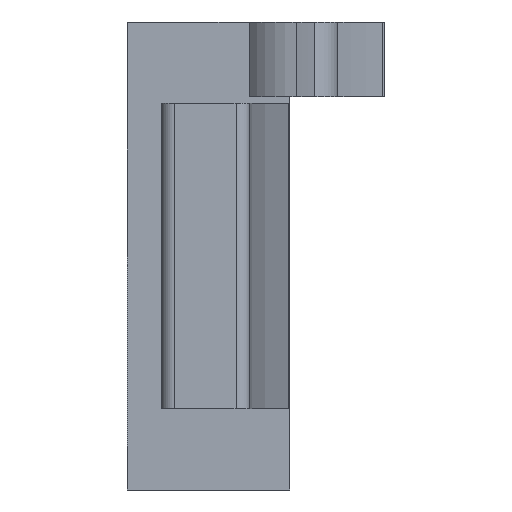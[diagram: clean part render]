
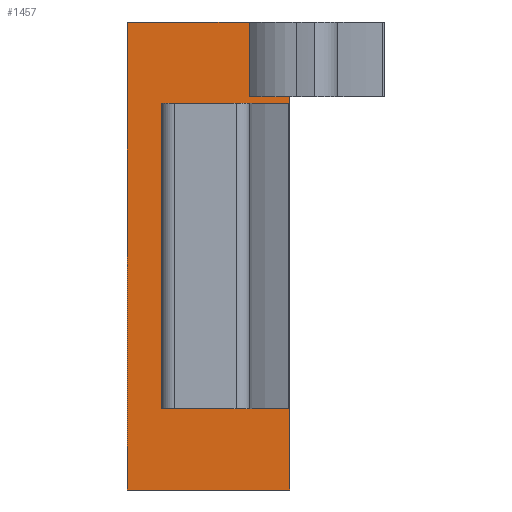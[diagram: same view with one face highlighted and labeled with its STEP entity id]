
A CAD part, left-side view. The second image highlights one B-rep face of the part: STEP entity #1457.
In plain terms, the highlighted planar face has unit normal (-1, 0, 0).
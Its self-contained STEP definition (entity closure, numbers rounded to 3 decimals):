
#53 = DIRECTION ( 'NONE',  ( 0., 0., 1. ) ) ;
#125 = ORIENTED_EDGE ( 'NONE', *, *, #2593, .T. ) ;
#141 = VERTEX_POINT ( 'NONE', #239 ) ;
#168 = VERTEX_POINT ( 'NONE', #378 ) ;
#170 = CARTESIAN_POINT ( 'NONE',  ( -22.5, 0., 0. ) ) ;
#228 = ORIENTED_EDGE ( 'NONE', *, *, #2368, .T. ) ;
#239 = CARTESIAN_POINT ( 'NONE',  ( -22.5, 3., 6. ) ) ;
#317 = LINE ( 'NONE', #1595, #2056 ) ;
#378 = CARTESIAN_POINT ( 'NONE',  ( -22.5, 3., 28.55 ) ) ;
#426 = ORIENTED_EDGE ( 'NONE', *, *, #1309, .T. ) ;
#433 = EDGE_CURVE ( 'NONE', #2820, #561, #926, .T. ) ;
#456 = CARTESIAN_POINT ( 'NONE',  ( -22.5, 3., 34.55 ) ) ;
#506 = CARTESIAN_POINT ( 'NONE',  ( -22.5, 12., 34.55 ) ) ;
#516 = DIRECTION ( 'NONE',  ( 0., -1., 0. ) ) ;
#541 = DIRECTION ( 'NONE',  ( 0., 0., -1. ) ) ;
#561 = VERTEX_POINT ( 'NONE', #2247 ) ;
#614 = DIRECTION ( 'NONE',  ( 0., -1., 0. ) ) ;
#767 = LINE ( 'NONE', #3776, #2790 ) ;
#926 = LINE ( 'NONE', #1218, #2737 ) ;
#988 = VERTEX_POINT ( 'NONE', #1249 ) ;
#1097 = ORIENTED_EDGE ( 'NONE', *, *, #2680, .T. ) ;
#1116 = FACE_BOUND ( 'NONE', #1576, .T. ) ;
#1136 = VERTEX_POINT ( 'NONE', #3898 ) ;
#1166 = VERTEX_POINT ( 'NONE', #456 ) ;
#1218 = CARTESIAN_POINT ( 'NONE',  ( -22.5, 9.5, 28.55 ) ) ;
#1249 = CARTESIAN_POINT ( 'NONE',  ( -22.5, 12., 0. ) ) ;
#1287 = CARTESIAN_POINT ( 'NONE',  ( -22.5, 3., 28.55 ) ) ;
#1291 = ORIENTED_EDGE ( 'NONE', *, *, #3846, .T. ) ;
#1309 = EDGE_CURVE ( 'NONE', #168, #141, #3537, .T. ) ;
#1322 = VECTOR ( 'NONE', #541, 1000. ) ;
#1457 = ADVANCED_FACE ( 'NONE', ( #1116, #3352 ), #2010, .F. ) ;
#1461 = CARTESIAN_POINT ( 'NONE',  ( -22.5, 12., 34.55 ) ) ;
#1469 = VECTOR ( 'NONE', #614, 1000. ) ;
#1471 = VECTOR ( 'NONE', #2859, 1000. ) ;
#1489 = EDGE_CURVE ( 'NONE', #2975, #2154, #3741, .T. ) ;
#1552 = LINE ( 'NONE', #2733, #1322 ) ;
#1562 = LINE ( 'NONE', #3482, #1469 ) ;
#1576 = EDGE_LOOP ( 'NONE', ( #3473, #125, #426, #3540 ) ) ;
#1595 = CARTESIAN_POINT ( 'NONE',  ( -22.5, 3., 29.05 ) ) ;
#1691 = CARTESIAN_POINT ( 'NONE',  ( -22.5, 12., 0. ) ) ;
#1743 = CARTESIAN_POINT ( 'NONE',  ( -22.5, 9.5, 28.55 ) ) ;
#1775 = DIRECTION ( 'NONE',  ( 0., 0., -1. ) ) ;
#1823 = DIRECTION ( 'NONE',  ( 0., 0., -1. ) ) ;
#2010 = PLANE ( 'NONE',  #2239 ) ;
#2056 = VECTOR ( 'NONE', #53, 1000. ) ;
#2154 = VERTEX_POINT ( 'NONE', #170 ) ;
#2222 = EDGE_LOOP ( 'NONE', ( #228, #2608, #1097, #1291, #2730, #2613 ) ) ;
#2239 = AXIS2_PLACEMENT_3D ( 'NONE', #506, #4028, #1775 ) ;
#2247 = CARTESIAN_POINT ( 'NONE',  ( -22.5, 9.5, 6. ) ) ;
#2368 = EDGE_CURVE ( 'NONE', #3148, #1166, #317, .T. ) ;
#2593 = EDGE_CURVE ( 'NONE', #2820, #168, #3289, .T. ) ;
#2601 = DIRECTION ( 'NONE',  ( 0., -1., 0. ) ) ;
#2608 = ORIENTED_EDGE ( 'NONE', *, *, #3655, .F. ) ;
#2613 = ORIENTED_EDGE ( 'NONE', *, *, #3728, .F. ) ;
#2635 = DIRECTION ( 'NONE',  ( 0., -1., 0. ) ) ;
#2680 = EDGE_CURVE ( 'NONE', #1136, #988, #1552, .T. ) ;
#2730 = ORIENTED_EDGE ( 'NONE', *, *, #1489, .F. ) ;
#2733 = CARTESIAN_POINT ( 'NONE',  ( -22.5, 12., 34.55 ) ) ;
#2737 = VECTOR ( 'NONE', #4043, 1000. ) ;
#2790 = VECTOR ( 'NONE', #2601, 1000. ) ;
#2820 = VERTEX_POINT ( 'NONE', #3469 ) ;
#2859 = DIRECTION ( 'NONE',  ( 0., 0., -1. ) ) ;
#2906 = LINE ( 'NONE', #1691, #3603 ) ;
#2975 = VERTEX_POINT ( 'NONE', #3639 ) ;
#2981 = VECTOR ( 'NONE', #1823, 1000. ) ;
#3148 = VERTEX_POINT ( 'NONE', #3382 ) ;
#3289 = LINE ( 'NONE', #1743, #3525 ) ;
#3317 = LINE ( 'NONE', #1461, #3464 ) ;
#3352 = FACE_OUTER_BOUND ( 'NONE', #2222, .T. ) ;
#3382 = CARTESIAN_POINT ( 'NONE',  ( -22.5, 3., 29.05 ) ) ;
#3464 = VECTOR ( 'NONE', #516, 1000. ) ;
#3469 = CARTESIAN_POINT ( 'NONE',  ( -22.5, 9.5, 28.55 ) ) ;
#3473 = ORIENTED_EDGE ( 'NONE', *, *, #433, .F. ) ;
#3482 = CARTESIAN_POINT ( 'NONE',  ( -22.5, 12., 29.05 ) ) ;
#3497 = EDGE_CURVE ( 'NONE', #561, #141, #767, .T. ) ;
#3525 = VECTOR ( 'NONE', #3643, 1000. ) ;
#3537 = LINE ( 'NONE', #1287, #1471 ) ;
#3540 = ORIENTED_EDGE ( 'NONE', *, *, #3497, .F. ) ;
#3603 = VECTOR ( 'NONE', #2635, 1000. ) ;
#3639 = CARTESIAN_POINT ( 'NONE',  ( -22.5, 0., 29.05 ) ) ;
#3643 = DIRECTION ( 'NONE',  ( 0., -1., 0. ) ) ;
#3655 = EDGE_CURVE ( 'NONE', #1136, #1166, #3317, .T. ) ;
#3728 = EDGE_CURVE ( 'NONE', #3148, #2975, #1562, .T. ) ;
#3741 = LINE ( 'NONE', #3984, #2981 ) ;
#3776 = CARTESIAN_POINT ( 'NONE',  ( -22.5, 9.5, 6. ) ) ;
#3846 = EDGE_CURVE ( 'NONE', #988, #2154, #2906, .T. ) ;
#3898 = CARTESIAN_POINT ( 'NONE',  ( -22.5, 12., 34.55 ) ) ;
#3984 = CARTESIAN_POINT ( 'NONE',  ( -22.5, 0., 34.55 ) ) ;
#4028 = DIRECTION ( 'NONE',  ( 1., 0., 0. ) ) ;
#4043 = DIRECTION ( 'NONE',  ( 0., 0., -1. ) ) ;
